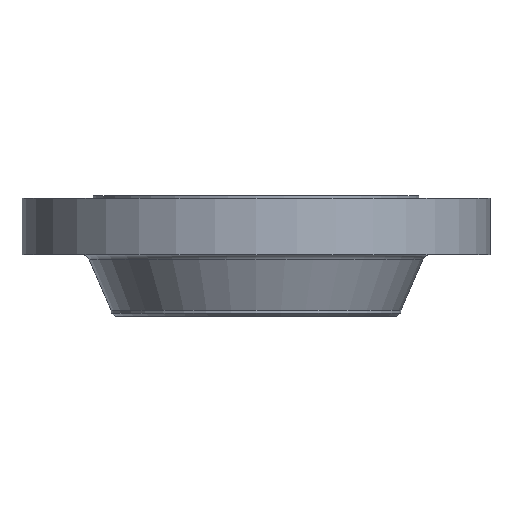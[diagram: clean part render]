
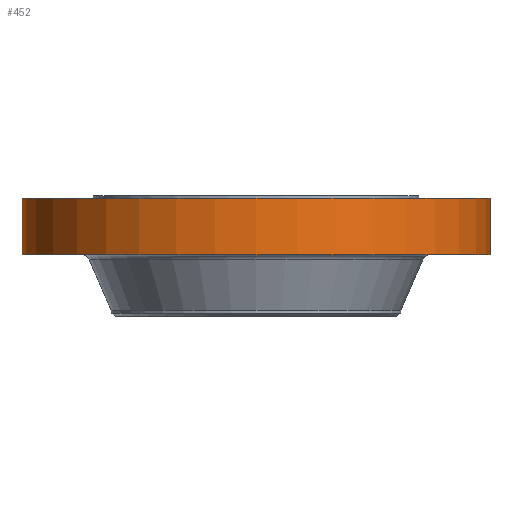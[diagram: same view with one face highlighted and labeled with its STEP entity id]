
A CAD part, front view. The second image highlights one B-rep face of the part: STEP entity #452.
In plain terms, the highlighted cylindrical face has radius 615.95 mm (diameter 1231.9 mm), a partial arc.
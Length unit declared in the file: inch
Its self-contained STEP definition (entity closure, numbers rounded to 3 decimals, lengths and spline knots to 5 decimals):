
#103 = VERTEX_POINT ( 'NONE', #1398 ) ;
#231 = LINE ( 'NONE', #1205, #330 ) ;
#238 = CARTESIAN_POINT ( 'NONE',  ( -24.25, 0., 0. ) ) ;
#263 = DIRECTION ( 'NONE',  ( 1., 0., 0. ) ) ;
#330 = VECTOR ( 'NONE', #1794, 39.37008 ) ;
#345 = EDGE_CURVE ( 'NONE', #103, #1554, #897, .T. ) ;
#353 = CARTESIAN_POINT ( 'NONE',  ( 24.25, 0., -6.125 ) ) ;
#376 = DIRECTION ( 'NONE',  ( 1., 0., 0. ) ) ;
#414 = FACE_OUTER_BOUND ( 'NONE', #468, .T. ) ;
#452 = ADVANCED_FACE ( 'NONE', ( #414 ), #747, .T. ) ;
#468 = EDGE_LOOP ( 'NONE', ( #1309, #1921, #1030, #1162 ) ) ;
#535 = VERTEX_POINT ( 'NONE', #353 ) ;
#539 = DIRECTION ( 'NONE',  ( 0., 0., 1. ) ) ;
#542 = CARTESIAN_POINT ( 'NONE',  ( 0., 0., -6.125 ) ) ;
#592 = CARTESIAN_POINT ( 'NONE',  ( 24.25, 0., -0.25 ) ) ;
#656 = VECTOR ( 'NONE', #539, 39.37008 ) ;
#722 = CARTESIAN_POINT ( 'NONE',  ( -24.25, 0., -6.125 ) ) ;
#738 = DIRECTION ( 'NONE',  ( 0., 0., 1. ) ) ;
#747 = CYLINDRICAL_SURFACE ( 'NONE', #1437, 24.25 ) ;
#864 = DIRECTION ( 'NONE',  ( 0., 0., 1. ) ) ;
#893 = DIRECTION ( 'NONE',  ( 1., 0., 0. ) ) ;
#897 = CIRCLE ( 'NONE', #1034, 24.25 ) ;
#1030 = ORIENTED_EDGE ( 'NONE', *, *, #1099, .T. ) ;
#1034 = AXIS2_PLACEMENT_3D ( 'NONE', #1500, #864, #376 ) ;
#1072 = EDGE_CURVE ( 'NONE', #1799, #535, #1250, .T. ) ;
#1099 = EDGE_CURVE ( 'NONE', #535, #1554, #231, .T. ) ;
#1162 = ORIENTED_EDGE ( 'NONE', *, *, #345, .F. ) ;
#1205 = CARTESIAN_POINT ( 'NONE',  ( 24.25, 0., 0. ) ) ;
#1250 = CIRCLE ( 'NONE', #1480, 24.25 ) ;
#1309 = ORIENTED_EDGE ( 'NONE', *, *, #1457, .F. ) ;
#1397 = CARTESIAN_POINT ( 'NONE',  ( 0., 0., 0. ) ) ;
#1398 = CARTESIAN_POINT ( 'NONE',  ( -24.25, 0., -0.25 ) ) ;
#1437 = AXIS2_PLACEMENT_3D ( 'NONE', #1397, #738, #893 ) ;
#1457 = EDGE_CURVE ( 'NONE', #1799, #103, #1791, .T. ) ;
#1480 = AXIS2_PLACEMENT_3D ( 'NONE', #542, #1936, #263 ) ;
#1500 = CARTESIAN_POINT ( 'NONE',  ( 0., 0., -0.25 ) ) ;
#1554 = VERTEX_POINT ( 'NONE', #592 ) ;
#1791 = LINE ( 'NONE', #238, #656 ) ;
#1794 = DIRECTION ( 'NONE',  ( 0., 0., 1. ) ) ;
#1799 = VERTEX_POINT ( 'NONE', #722 ) ;
#1921 = ORIENTED_EDGE ( 'NONE', *, *, #1072, .T. ) ;
#1936 = DIRECTION ( 'NONE',  ( 0., 0., 1. ) ) ;
